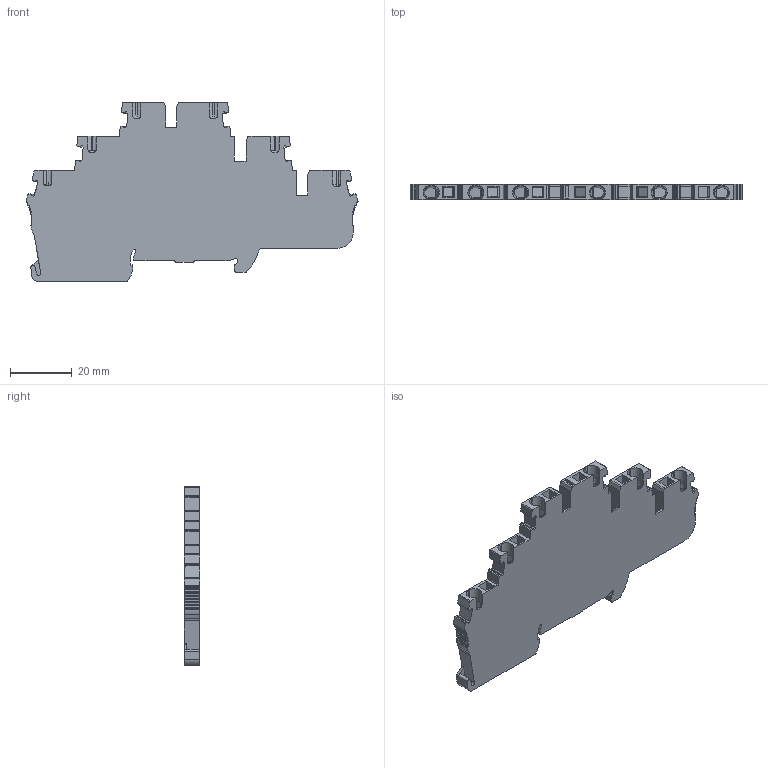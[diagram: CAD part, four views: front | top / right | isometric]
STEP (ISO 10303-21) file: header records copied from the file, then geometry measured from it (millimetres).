
FILE_DESCRIPTION(/* description */ ('Unknown'),/* implementation_level */ '2;1');
FILE_NAME(/* name */ 'SGQ2.5-3T_SOLID',/* time_stamp */ '2023-02-04T10:48:56+05:00',/* author */ ('Unknown'),/* organization */ ('Unknown'),/* preprocessor_version */ 'ST-DEVELOPER v16.7',/* originating_system */ 'Solid Edge',/* authorisation */ 'Unknown');
FILE_SCHEMA (('AUTOMOTIVE_DESIGN {1 0 10303 214 3 1 1}'));
Length unit declared in the file: millimetre
Products named in the file (1): Part3
Bounding box: 107.66 x 5 x 58 mm (x, y, z)
Volume: 18874 mm3; surface area: 12107.3 mm2
Topology: 1 solids, 1 shells, 449 faces, 1351 edges, 911 vertices
Faces by surface type: plane 258, cylinder 167, bspline 12, cone 12
Entity records: 16097 total; most frequent: CARTESIAN_POINT 3940, ORIENTED_EDGE 2702, DIRECTION 2381, EDGE_CURVE 1351, VERTEX_POINT 911, LINE 853, VECTOR 853, AXIS2_PLACEMENT_3D 764
